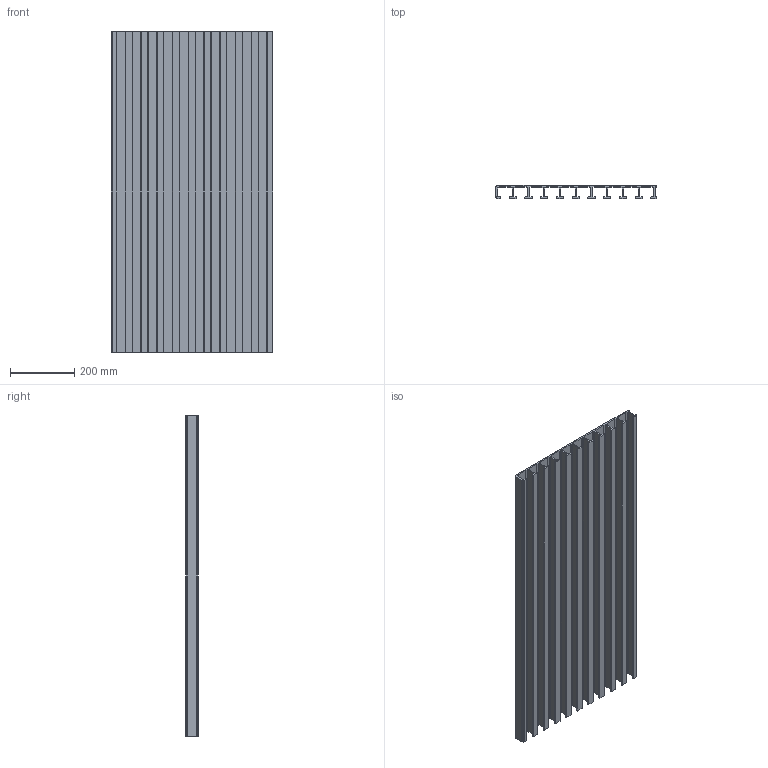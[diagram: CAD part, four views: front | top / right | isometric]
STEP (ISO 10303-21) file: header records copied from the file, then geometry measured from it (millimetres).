
FILE_DESCRIPTION(/* description */ (''),/* implementation_level */ '2;1');
FILE_NAME(/* name */ 'HDplank.stp',/* time_stamp */ '2019-09-19T15:43:14+02:00',/* author */ ('mma'),/* organization */ (''),/* preprocessor_version */ 'ST-DEVELOPER v16.5',/* originating_system */ 'Autodesk Inventor 2017',/* authorisation */ '0 mm^3');
FILE_SCHEMA (('AUTOMOTIVE_DESIGN { 1 0 10303 214 3 1 1 }'));
Length unit declared in the file: millimetre
Products named in the file (1): HD Planke iht. EN 13706
Bounding box: 504.7 x 40 x 1000 mm (x, y, z)
Volume: 4783055 mm3; surface area: 2089617.8 mm2
Topology: 1 solids, 1 shells, 226 faces, 672 edges, 448 vertices
Faces by surface type: plane 134, cylinder 92
Entity records: 7630 total; most frequent: CARTESIAN_POINT 1347, ORIENTED_EDGE 1344, DIRECTION 1310, EDGE_CURVE 672, LINE 488, VECTOR 488, VERTEX_POINT 448, AXIS2_PLACEMENT_3D 411
